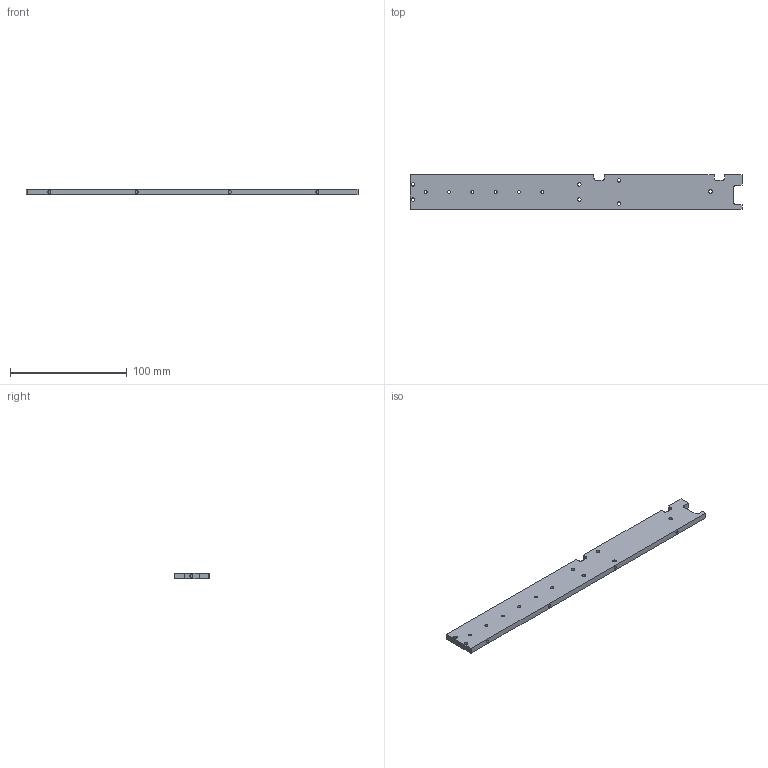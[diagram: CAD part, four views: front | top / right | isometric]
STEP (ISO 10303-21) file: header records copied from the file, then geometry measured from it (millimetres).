
FILE_DESCRIPTION (( 'STEP AP214' ), '1' );
FILE_NAME ('linear base plate - inner.STEP', '2018-11-26T11:18:49', ( '' ), ( '' ), 'SwSTEP 2.0', 'SolidWorks 2016', '' );
FILE_SCHEMA (( 'AUTOMOTIVE_DESIGN' ));
Length unit declared in the file: millimetre
Products named in the file (1): linear base plate - inner
Bounding box: 284.9 x 30 x 5 mm (x, y, z)
Volume: 40971.5 mm3; surface area: 20942.2 mm2
Topology: 1 solids, 1 shells, 78 faces, 201 edges, 134 vertices
Faces by surface type: cylinder 51, plane 27
Entity records: 2513 total; most frequent: DIRECTION 461, CARTESIAN_POINT 414, ORIENTED_EDGE 402, EDGE_CURVE 201, AXIS2_PLACEMENT_3D 181, VERTEX_POINT 134, EDGE_LOOP 113, CIRCLE 102
